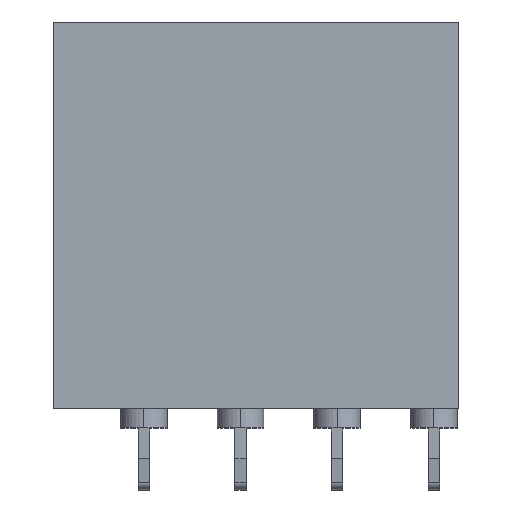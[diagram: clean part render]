
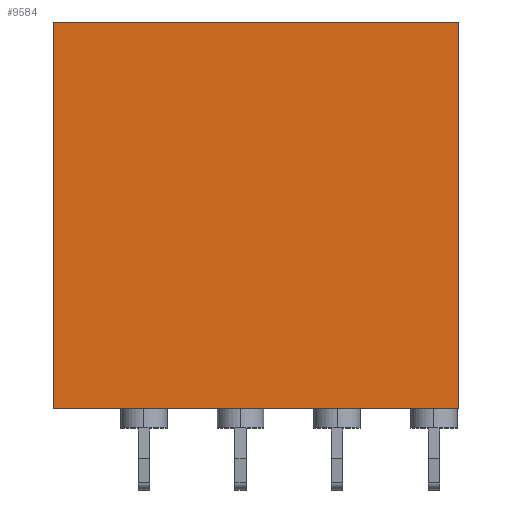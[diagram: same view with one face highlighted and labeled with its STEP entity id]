
A CAD part, top view. The second image highlights one B-rep face of the part: STEP entity #9584.
In plain terms, the highlighted planar face has unit normal (0, 0, 1).
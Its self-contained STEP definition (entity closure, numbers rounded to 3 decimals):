
#163 = ORIENTED_EDGE ( 'NONE', *, *, #9757, .F. ) ;
#533 = VECTOR ( 'NONE', #1349, 1000. ) ;
#868 = LINE ( 'NONE', #9404, #4761 ) ;
#1349 = DIRECTION ( 'NONE',  ( -1., 0., 0. ) ) ;
#1510 = EDGE_LOOP ( 'NONE', ( #163, #7223, #6718, #10149 ) ) ;
#1633 = FACE_OUTER_BOUND ( 'NONE', #1510, .T. ) ;
#1978 = CARTESIAN_POINT ( 'NONE',  ( 5.25, 10.5, 2.5 ) ) ;
#2465 = VECTOR ( 'NONE', #10065, 1000. ) ;
#2473 = VECTOR ( 'NONE', #10405, 1000. ) ;
#2579 = DIRECTION ( 'NONE',  ( 0., 0., 1. ) ) ;
#2924 = VERTEX_POINT ( 'NONE', #8864 ) ;
#3779 = VERTEX_POINT ( 'NONE', #10213 ) ;
#4572 = CARTESIAN_POINT ( 'NONE',  ( 5.25, -3.039, 2.5 ) ) ;
#4754 = VERTEX_POINT ( 'NONE', #1978 ) ;
#4761 = VECTOR ( 'NONE', #5811, 1000. ) ;
#5010 = CARTESIAN_POINT ( 'NONE',  ( 0.995, 1.719, 2.5 ) ) ;
#5012 = LINE ( 'NONE', #9332, #2465 ) ;
#5811 = DIRECTION ( 'NONE',  ( 0., -1., 0. ) ) ;
#5834 = AXIS2_PLACEMENT_3D ( 'NONE', #5010, #2579, #5965 ) ;
#5965 = DIRECTION ( 'NONE',  ( -1., 0., 0. ) ) ;
#6718 = ORIENTED_EDGE ( 'NONE', *, *, #9153, .T. ) ;
#7023 = EDGE_CURVE ( 'NONE', #7607, #2924, #8083, .T. ) ;
#7223 = ORIENTED_EDGE ( 'NONE', *, *, #10596, .F. ) ;
#7607 = VERTEX_POINT ( 'NONE', #8725 ) ;
#8083 = LINE ( 'NONE', #10661, #533 ) ;
#8432 = PLANE ( 'NONE',  #5834 ) ;
#8725 = CARTESIAN_POINT ( 'NONE',  ( 5.25, 0.5, 2.5 ) ) ;
#8864 = CARTESIAN_POINT ( 'NONE',  ( -5.25, 0.5, 2.5 ) ) ;
#9153 = EDGE_CURVE ( 'NONE', #3779, #2924, #868, .T. ) ;
#9332 = CARTESIAN_POINT ( 'NONE',  ( -0.3, 10.5, 2.5 ) ) ;
#9404 = CARTESIAN_POINT ( 'NONE',  ( -5.25, -3.039, 2.5 ) ) ;
#9584 = ADVANCED_FACE ( 'NONE', ( #1633 ), #8432, .T. ) ;
#9757 = EDGE_CURVE ( 'NONE', #4754, #7607, #10515, .T. ) ;
#10065 = DIRECTION ( 'NONE',  ( 1., 0., 0. ) ) ;
#10149 = ORIENTED_EDGE ( 'NONE', *, *, #7023, .F. ) ;
#10213 = CARTESIAN_POINT ( 'NONE',  ( -5.25, 10.5, 2.5 ) ) ;
#10405 = DIRECTION ( 'NONE',  ( 0., -1., 0. ) ) ;
#10515 = LINE ( 'NONE', #4572, #2473 ) ;
#10596 = EDGE_CURVE ( 'NONE', #3779, #4754, #5012, .T. ) ;
#10661 = CARTESIAN_POINT ( 'NONE',  ( -0.3, 0.5, 2.5 ) ) ;
